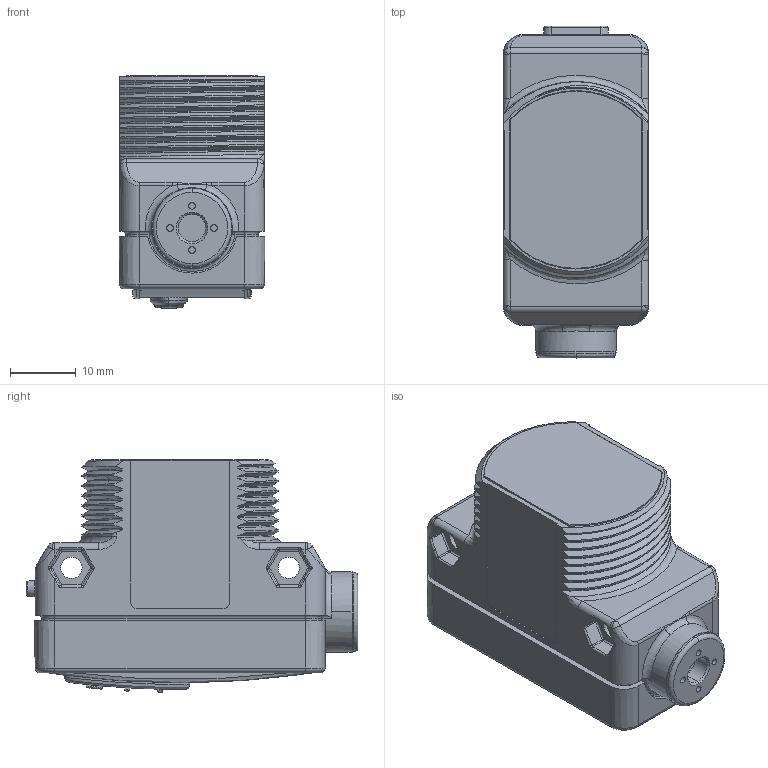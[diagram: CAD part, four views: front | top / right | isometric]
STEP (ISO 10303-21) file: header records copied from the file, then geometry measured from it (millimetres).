
FILE_DESCRIPTION((''),'2;1');
FILE_NAME('140606_SW','2008-06-02T',('banengservice'),('BANNER ENGINEERING'),'PRO/ENGINEER BY PARAMETRIC TECHNOLOGY CORPORATION, 2006170','PRO/ENGINEER BY PARAMETRIC TECHNOLOGY CORPORATION, 2006170','');
FILE_SCHEMA(('CONFIG_CONTROL_DESIGN'));
Products named in the file (1): 140606_SW
Bounding box: 22.14 x 50.38 x 35.36 mm (x, y, z)
Volume: 12270 mm3; surface area: 15972.3 mm2
Topology: 2 solids, 3 shells, 1204 faces, 2921 edges, 1759 vertices
Faces by surface type: cylinder 379, bspline 334, plane 256, torus 95, cone 86, sphere 46, extrusion 8
Entity records: 57736 total; most frequent: CARTESIAN_POINT 32004, ORIENTED_EDGE 5838, DIRECTION 4709, EDGE_CURVE 2919, AXIS2_PLACEMENT_3D 1843, VERTEX_POINT 1759, EDGE_LOOP 1256, FACE_OUTER_BOUND 1204
